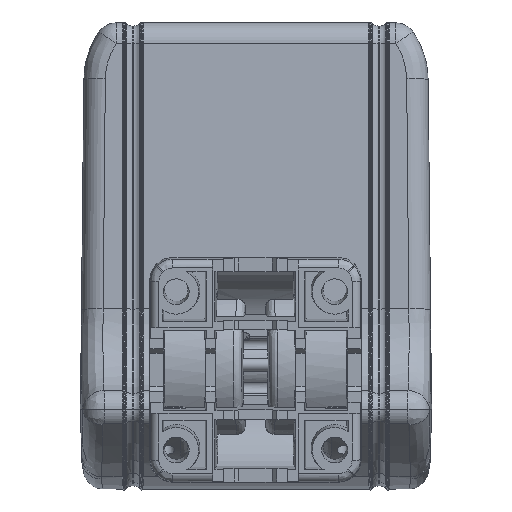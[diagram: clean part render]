
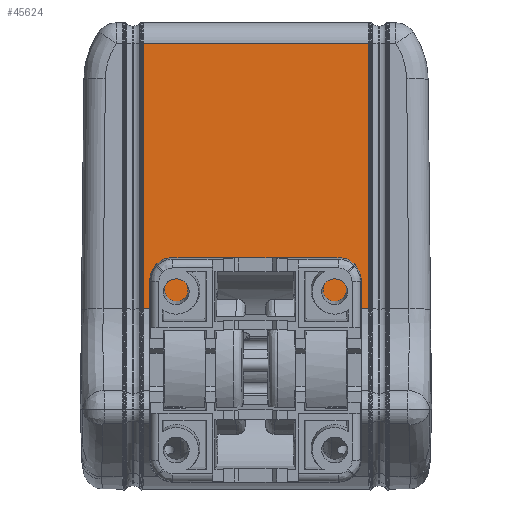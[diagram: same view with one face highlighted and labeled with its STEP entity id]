
A CAD part, front view. The second image highlights one B-rep face of the part: STEP entity #45624.
In plain terms, the highlighted planar face has unit normal (0, -0.999, 0.035).
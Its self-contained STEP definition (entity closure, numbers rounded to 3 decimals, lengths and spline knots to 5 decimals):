
#1439=PLANE('',#48701);
#4784=LINE('',#71231,#7829);
#4787=LINE('',#71250,#7832);
#4789=LINE('',#71255,#7834);
#4790=LINE('',#71271,#7835);
#4791=LINE('',#71287,#7836);
#4792=LINE('',#71288,#7837);
#7829=VECTOR('',#54118,0.03408);
#7832=VECTOR('',#54139,0.1052);
#7834=VECTOR('',#54145,0.12398);
#7835=VECTOR('',#54146,0.03175);
#7836=VECTOR('',#54147,0.03408);
#7837=VECTOR('',#54148,0.12398);
#11585=FACE_OUTER_BOUND('',#14306,.T.);
#14306=EDGE_LOOP('',(#30146,#30147,#30148,#30149,#30150,#30151,#30152,#30153,
#30154,#30155));
#17142=B_SPLINE_CURVE_WITH_KNOTS('',3,(#71257,#71258,#71259,#71260,#71261,
#71262),.UNSPECIFIED.,.F.,.F.,(4,2,4),(0.,0.11679,
0.23343),.UNSPECIFIED.);
#17143=B_SPLINE_CURVE_WITH_KNOTS('',3,(#71264,#71265,#71266,#71267,#71268,
#71269),.UNSPECIFIED.,.F.,.F.,(4,2,4),(0.00022,0.08624,
0.17224),.UNSPECIFIED.);
#17144=B_SPLINE_CURVE_WITH_KNOTS('',3,(#71273,#71274,#71275,#71276,#71277,
#71278),.UNSPECIFIED.,.F.,.F.,(4,2,4),(0.,0.086,0.17202),
 .UNSPECIFIED.);
#17145=B_SPLINE_CURVE_WITH_KNOTS('',3,(#71280,#71281,#71282,#71283,#71284,
#71285),.UNSPECIFIED.,.F.,.F.,(4,2,4),(0.,0.11664,
0.23343),.UNSPECIFIED.);
#18624=VERTEX_POINT('',#71223);
#18625=VERTEX_POINT('',#71230);
#18631=VERTEX_POINT('',#71247);
#18632=VERTEX_POINT('',#71249);
#18634=VERTEX_POINT('',#71256);
#18635=VERTEX_POINT('',#71263);
#18636=VERTEX_POINT('',#71270);
#18637=VERTEX_POINT('',#71272);
#18638=VERTEX_POINT('',#71279);
#18639=VERTEX_POINT('',#71286);
#23036=EDGE_CURVE('',#18624,#18625,#4784,.T.);
#23045=EDGE_CURVE('',#18632,#18631,#4787,.T.);
#23048=EDGE_CURVE('',#18631,#18625,#4789,.T.);
#23049=EDGE_CURVE('',#18624,#18634,#17142,.T.);
#23050=EDGE_CURVE('',#18634,#18635,#17143,.T.);
#23051=EDGE_CURVE('',#18635,#18636,#4790,.T.);
#23052=EDGE_CURVE('',#18636,#18637,#17144,.T.);
#23053=EDGE_CURVE('',#18637,#18638,#17145,.T.);
#23054=EDGE_CURVE('',#18639,#18638,#4791,.T.);
#23055=EDGE_CURVE('',#18639,#18632,#4792,.T.);
#30146=ORIENTED_EDGE('',*,*,#23045,.T.);
#30147=ORIENTED_EDGE('',*,*,#23048,.T.);
#30148=ORIENTED_EDGE('',*,*,#23036,.F.);
#30149=ORIENTED_EDGE('',*,*,#23049,.T.);
#30150=ORIENTED_EDGE('',*,*,#23050,.T.);
#30151=ORIENTED_EDGE('',*,*,#23051,.T.);
#30152=ORIENTED_EDGE('',*,*,#23052,.T.);
#30153=ORIENTED_EDGE('',*,*,#23053,.T.);
#30154=ORIENTED_EDGE('',*,*,#23054,.F.);
#30155=ORIENTED_EDGE('',*,*,#23055,.T.);
#45624=ADVANCED_FACE('',(#11585),#1439,.T.);
#48701=AXIS2_PLACEMENT_3D('',#71254,#54143,#54144);
#54118=DIRECTION('',(-1.,0.,0.));
#54139=DIRECTION('',(-1.,0.,0.));
#54143=DIRECTION('center_axis',(0.,-0.999,0.035));
#54144=DIRECTION('ref_axis',(0.,-0.035,-0.999));
#54145=DIRECTION('',(0.,-0.035,-0.999));
#54146=DIRECTION('',(1.,0.,0.));
#54147=DIRECTION('',(-1.,0.,0.));
#54148=DIRECTION('',(0.,0.035,0.999));
#71223=CARTESIAN_POINT('',(-0.01852,-0.03162,0.05043));
#71230=CARTESIAN_POINT('',(-0.0526,-0.03162,0.05043));
#71231=CARTESIAN_POINT('',(-0.01852,-0.03162,0.05043));
#71247=CARTESIAN_POINT('',(-0.0526,-0.02733,0.17433));
#71249=CARTESIAN_POINT('',(0.0526,-0.02733,0.17433));
#71250=CARTESIAN_POINT('',(0.0526,-0.02733,0.17433));
#71254=CARTESIAN_POINT('Origin',(0.082,-0.027,0.184));
#71255=CARTESIAN_POINT('',(-0.0526,-0.02733,0.17433));
#71256=CARTESIAN_POINT('',(-0.01708,-0.03156,0.05226));
#71257=CARTESIAN_POINT('Ctrl Pts',(-0.01852,-0.03162,
0.05043));
#71258=CARTESIAN_POINT('Ctrl Pts',(-0.01832,-0.03161,
0.05076));
#71259=CARTESIAN_POINT('Ctrl Pts',(-0.01809,-0.0316,
0.05108));
#71260=CARTESIAN_POINT('Ctrl Pts',(-0.01762,-0.03158,
0.05169));
#71261=CARTESIAN_POINT('Ctrl Pts',(-0.01736,-0.03157,
0.05199));
#71262=CARTESIAN_POINT('Ctrl Pts',(-0.01708,-0.03156,
0.05226));
#71263=CARTESIAN_POINT('',(-0.01588,-0.03152,0.05348));
#71264=CARTESIAN_POINT('Ctrl Pts',(-0.01708,-0.03156,
0.05226));
#71265=CARTESIAN_POINT('Ctrl Pts',(-0.01688,-0.03155,
0.05247));
#71266=CARTESIAN_POINT('Ctrl Pts',(-0.01668,-0.03154,
0.05267));
#71267=CARTESIAN_POINT('Ctrl Pts',(-0.01628,-0.03153,
0.05308));
#71268=CARTESIAN_POINT('Ctrl Pts',(-0.01608,-0.03152,
0.05328));
#71269=CARTESIAN_POINT('Ctrl Pts',(-0.01588,-0.03152,
0.05348));
#71270=CARTESIAN_POINT('',(0.01588,-0.03152,0.05348));
#71271=CARTESIAN_POINT('',(-0.01588,-0.03152,0.05348));
#71272=CARTESIAN_POINT('',(0.01708,-0.03156,0.05226));
#71273=CARTESIAN_POINT('Ctrl Pts',(0.01588,-0.03152,
0.05348));
#71274=CARTESIAN_POINT('Ctrl Pts',(0.01608,-0.03152,
0.05328));
#71275=CARTESIAN_POINT('Ctrl Pts',(0.01628,-0.03153,
0.05308));
#71276=CARTESIAN_POINT('Ctrl Pts',(0.01668,-0.03154,
0.05267));
#71277=CARTESIAN_POINT('Ctrl Pts',(0.01688,-0.03155,
0.05247));
#71278=CARTESIAN_POINT('Ctrl Pts',(0.01708,-0.03156,
0.05226));
#71279=CARTESIAN_POINT('',(0.01852,-0.03162,0.05043));
#71280=CARTESIAN_POINT('Ctrl Pts',(0.01708,-0.03156,
0.05226));
#71281=CARTESIAN_POINT('Ctrl Pts',(0.01736,-0.03157,
0.05199));
#71282=CARTESIAN_POINT('Ctrl Pts',(0.01762,-0.03158,
0.05169));
#71283=CARTESIAN_POINT('Ctrl Pts',(0.01809,-0.0316,
0.05108));
#71284=CARTESIAN_POINT('Ctrl Pts',(0.01832,-0.03161,
0.05076));
#71285=CARTESIAN_POINT('Ctrl Pts',(0.01852,-0.03162,
0.05043));
#71286=CARTESIAN_POINT('',(0.0526,-0.03162,0.05043));
#71287=CARTESIAN_POINT('',(0.0526,-0.03162,0.05043));
#71288=CARTESIAN_POINT('',(0.0526,-0.03162,0.05043));
